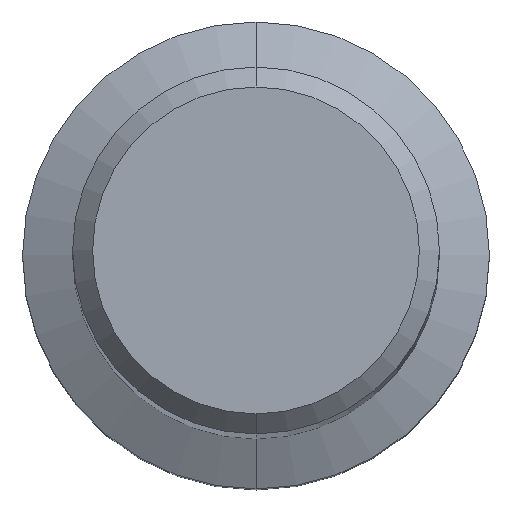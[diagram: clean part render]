
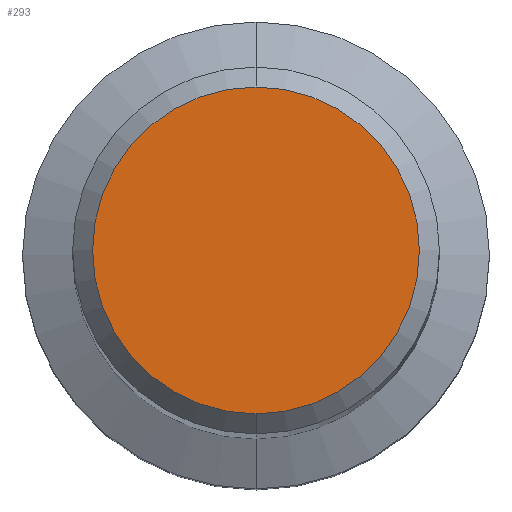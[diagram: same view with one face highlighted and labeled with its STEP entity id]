
A CAD part, top view. The second image highlights one B-rep face of the part: STEP entity #293.
In plain terms, the highlighted planar face has unit normal (0, 0, 1).
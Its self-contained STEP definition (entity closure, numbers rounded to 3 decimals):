
#255=VERTEX_POINT('',#616);
#273=VERTEX_POINT('',#635);
#293=ADVANCED_FACE('',(#659),#660,.T.);
#499=EDGE_CURVE('',#273,#255,#888,.T.);
#517=EDGE_CURVE('',#255,#273,#907,.T.);
#616=CARTESIAN_POINT('',(0.0,4.9,0.0));
#635=CARTESIAN_POINT('',(0.,-4.9,0.0));
#659=FACE_OUTER_BOUND('',#1113,.T.);
#660=PLANE('',#1114);
#888=CIRCLE('',#1625,4.9);
#907=CIRCLE('',#1648,4.9);
#1113=EDGE_LOOP('',(#1806,#1807));
#1114=AXIS2_PLACEMENT_3D('',#1808,#1809,#1810);
#1625=AXIS2_PLACEMENT_3D('',#2061,#2062,#2063);
#1648=AXIS2_PLACEMENT_3D('',#2076,#2077,#2078);
#1806=ORIENTED_EDGE('',*,*,#517,.F.);
#1807=ORIENTED_EDGE('',*,*,#499,.F.);
#1808=CARTESIAN_POINT('',(0.0,2.45,0.0));
#1809=DIRECTION('',(-0.0,0.0,1.0));
#1810=DIRECTION('',(0.0,-1.0,0.0));
#2061=CARTESIAN_POINT('',(0.0,0.0,0.0));
#2062=DIRECTION('',(0.0,0.0,-1.0));
#2063=DIRECTION('',(0.0,1.0,0.0));
#2076=CARTESIAN_POINT('',(0.0,0.0,0.0));
#2077=DIRECTION('',(0.0,0.0,-1.0));
#2078=DIRECTION('',(0.0,1.0,0.0));
